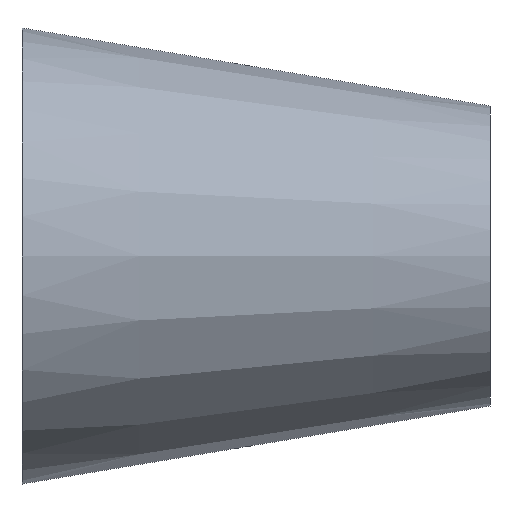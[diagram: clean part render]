
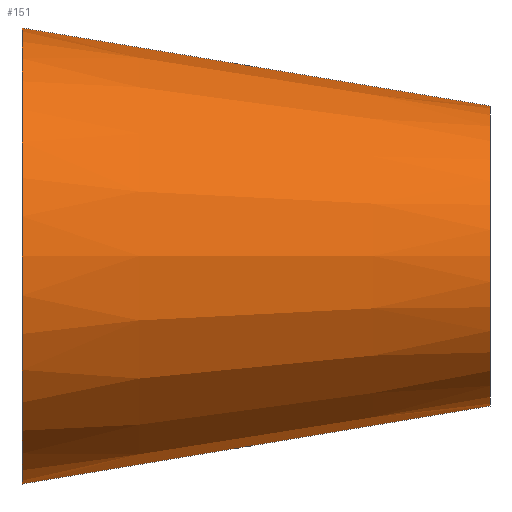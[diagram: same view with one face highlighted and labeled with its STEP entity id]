
A CAD part, front view. The second image highlights one B-rep face of the part: STEP entity #151.
In plain terms, the highlighted conical face has half-angle 9.462 degrees and reference radius 12.5 mm.
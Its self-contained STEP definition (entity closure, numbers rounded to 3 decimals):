
#1 = DIRECTION ( 'NONE',  ( -0.986, 0., -0.164 ) ) ;
#5 = EDGE_CURVE ( 'NONE', #237, #43, #243, .T. ) ;
#19 = DIRECTION ( 'NONE',  ( 1., 0., 0. ) ) ;
#30 = ORIENTED_EDGE ( 'NONE', *, *, #5, .T. ) ;
#33 = DIRECTION ( 'NONE',  ( -1., 0., 0. ) ) ;
#41 = AXIS2_PLACEMENT_3D ( 'NONE', #166, #33, #71 ) ;
#43 = VERTEX_POINT ( 'NONE', #128 ) ;
#55 = CARTESIAN_POINT ( 'NONE',  ( 39., 0., -12.5 ) ) ;
#65 = DIRECTION ( 'NONE',  ( 1., 0., 0. ) ) ;
#66 = AXIS2_PLACEMENT_3D ( 'NONE', #159, #65, #238 ) ;
#67 = EDGE_CURVE ( 'NONE', #43, #218, #100, .T. ) ;
#69 = DIRECTION ( 'NONE',  ( -0.986, 0., 0.164 ) ) ;
#71 = DIRECTION ( 'NONE',  ( 0., 0., 1. ) ) ;
#73 = CARTESIAN_POINT ( 'NONE',  ( 39., 0., 0. ) ) ;
#76 = VECTOR ( 'NONE', #1, 1000. ) ;
#81 = EDGE_LOOP ( 'NONE', ( #97, #85, #30, #118 ) ) ;
#85 = ORIENTED_EDGE ( 'NONE', *, *, #115, .F. ) ;
#89 = CARTESIAN_POINT ( 'NONE',  ( 39., 0., -12.5 ) ) ;
#96 = AXIS2_PLACEMENT_3D ( 'NONE', #73, #19, #208 ) ;
#97 = ORIENTED_EDGE ( 'NONE', *, *, #180, .F. ) ;
#98 = VERTEX_POINT ( 'NONE', #55 ) ;
#100 = CIRCLE ( 'NONE', #66, 19. ) ;
#107 = CARTESIAN_POINT ( 'NONE',  ( 39., 0., 12.5 ) ) ;
#114 = CONICAL_SURFACE ( 'NONE', #41, 12.5, 0.165 ) ;
#115 = EDGE_CURVE ( 'NONE', #237, #98, #239, .T. ) ;
#118 = ORIENTED_EDGE ( 'NONE', *, *, #67, .T. ) ;
#128 = CARTESIAN_POINT ( 'NONE',  ( 0., 0., 19. ) ) ;
#147 = FACE_OUTER_BOUND ( 'NONE', #81, .T. ) ;
#151 = ADVANCED_FACE ( 'NONE', ( #147 ), #114, .T. ) ;
#154 = CARTESIAN_POINT ( 'NONE',  ( 39., 0., 12.5 ) ) ;
#159 = CARTESIAN_POINT ( 'NONE',  ( 0., 0., 0. ) ) ;
#166 = CARTESIAN_POINT ( 'NONE',  ( 39., 0., 0. ) ) ;
#180 = EDGE_CURVE ( 'NONE', #98, #218, #226, .T. ) ;
#190 = VECTOR ( 'NONE', #69, 1000. ) ;
#208 = DIRECTION ( 'NONE',  ( 0., 0., -1. ) ) ;
#213 = CARTESIAN_POINT ( 'NONE',  ( 0., 0., -19. ) ) ;
#218 = VERTEX_POINT ( 'NONE', #213 ) ;
#226 = LINE ( 'NONE', #89, #76 ) ;
#237 = VERTEX_POINT ( 'NONE', #154 ) ;
#238 = DIRECTION ( 'NONE',  ( 0., 0., -1. ) ) ;
#239 = CIRCLE ( 'NONE', #96, 12.5 ) ;
#243 = LINE ( 'NONE', #107, #190 ) ;
